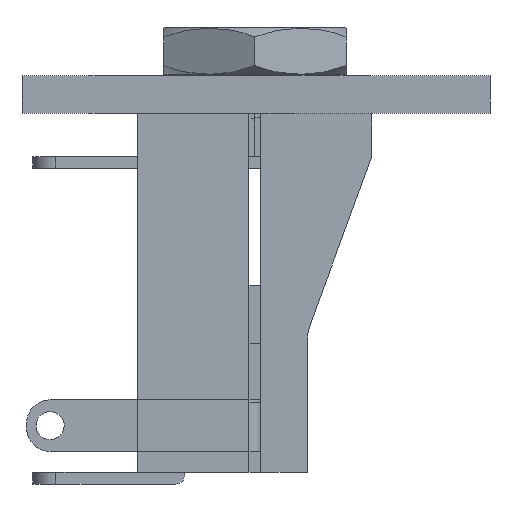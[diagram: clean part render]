
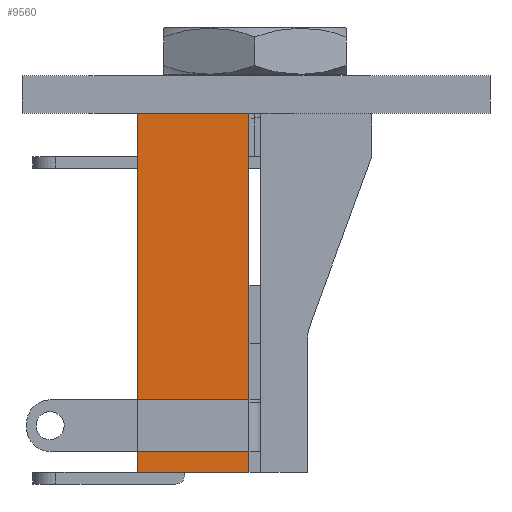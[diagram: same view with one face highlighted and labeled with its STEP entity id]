
A CAD part, front view. The second image highlights one B-rep face of the part: STEP entity #9560.
In plain terms, the highlighted free-form (B-spline) face has degree [1, 1] with [2, 2] control points.
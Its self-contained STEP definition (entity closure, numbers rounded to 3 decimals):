
#8287 = B_SPLINE_SURFACE_WITH_KNOTS('',1,1,(
    (#8288,#8289)
    ,(#8290,#8291
    )),.UNSPECIFIED.,.F.,.F.,.F.,(2,2),(2,2),(0.,2.5),(-0.5,0.),
  .PIECEWISE_BEZIER_KNOTS.);
#8288 = CARTESIAN_POINT('',(5.,12.5,5.25));
#8289 = CARTESIAN_POINT('',(5.,12.5,4.75));
#8290 = CARTESIAN_POINT('',(5.,10.,5.25));
#8291 = CARTESIAN_POINT('',(5.,10.,4.75));
#8777 = VERTEX_POINT('',#8778);
#8778 = CARTESIAN_POINT('',(5.,12.5,4.75));
#8798 = VERTEX_POINT('',#8799);
#8799 = CARTESIAN_POINT('',(5.,10.,4.75));
#8822 = EDGE_CURVE('',#8777,#8798,#8823,.T.);
#8823 = SURFACE_CURVE('',#8824,(#8827,#8833),.PCURVE_S1.);
#8824 = B_SPLINE_CURVE_WITH_KNOTS('',1,(#8825,#8826),.UNSPECIFIED.,.F.,
  .F.,(2,2),(0.,2.5),.PIECEWISE_BEZIER_KNOTS.);
#8825 = CARTESIAN_POINT('',(5.,12.5,4.75));
#8826 = CARTESIAN_POINT('',(5.,10.,4.75));
#8827 = PCURVE('',#8287,#8828);
#8828 = DEFINITIONAL_REPRESENTATION('',(#8829),#8832);
#8829 = B_SPLINE_CURVE_WITH_KNOTS('',1,(#8830,#8831),.UNSPECIFIED.,.F.,
  .F.,(2,2),(0.,2.5),.PIECEWISE_BEZIER_KNOTS.);
#8830 = CARTESIAN_POINT('',(0.,0.));
#8831 = CARTESIAN_POINT('',(2.5,0.));
#8832 = ( GEOMETRIC_REPRESENTATION_CONTEXT(2) 
PARAMETRIC_REPRESENTATION_CONTEXT() REPRESENTATION_CONTEXT('2D SPACE',''
  ) );
#8833 = PCURVE('',#8834,#8839);
#8834 = B_SPLINE_SURFACE_WITH_KNOTS('',1,1,(
    (#8835,#8836)
    ,(#8837,#8838
    )),.UNSPECIFIED.,.F.,.F.,.F.,(2,2),(2,2),(0.,15.5),(-4.75,0.),
  .PIECEWISE_BEZIER_KNOTS.);
#8835 = CARTESIAN_POINT('',(5.,15.5,4.75));
#8836 = CARTESIAN_POINT('',(5.,15.5,0.));
#8837 = CARTESIAN_POINT('',(5.,0.,4.75));
#8838 = CARTESIAN_POINT('',(5.,0.,0.));
#8839 = DEFINITIONAL_REPRESENTATION('',(#8840),#8843);
#8840 = B_SPLINE_CURVE_WITH_KNOTS('',1,(#8841,#8842),.UNSPECIFIED.,.F.,
  .F.,(2,2),(0.,2.5),.PIECEWISE_BEZIER_KNOTS.);
#8841 = CARTESIAN_POINT('',(3.,-4.75));
#8842 = CARTESIAN_POINT('',(5.5,-4.75));
#8843 = ( GEOMETRIC_REPRESENTATION_CONTEXT(2) 
PARAMETRIC_REPRESENTATION_CONTEXT() REPRESENTATION_CONTEXT('2D SPACE',''
  ) );
#9168 = B_SPLINE_SURFACE_WITH_KNOTS('',1,1,(
    (#9169,#9170)
    ,(#9171,#9172
    )),.UNSPECIFIED.,.F.,.F.,.F.,(2,2),(2,2),(-5.,-3.5),(4.75,7.75),
  .PIECEWISE_BEZIER_KNOTS.);
#9169 = CARTESIAN_POINT('',(5.,12.5,4.75));
#9170 = CARTESIAN_POINT('',(5.,15.5,4.75));
#9171 = CARTESIAN_POINT('',(3.5,12.5,4.75));
#9172 = CARTESIAN_POINT('',(3.5,15.5,4.75));
#9550 = B_SPLINE_SURFACE_WITH_KNOTS('',1,1,(
    (#9551,#9552)
    ,(#9553,#9554
    )),.UNSPECIFIED.,.F.,.F.,.F.,(2,2),(2,2),(-5.,-3.5),(-7.75,2.25),
  .PIECEWISE_BEZIER_KNOTS.);
#9551 = CARTESIAN_POINT('',(5.,0.,4.75));
#9552 = CARTESIAN_POINT('',(5.,10.,4.75));
#9553 = CARTESIAN_POINT('',(3.5,0.,4.75));
#9554 = CARTESIAN_POINT('',(3.5,10.,4.75));
#9560 = ADVANCED_FACE('',(#9561),#8834,.T.);
#9561 = FACE_BOUND('',#9562,.T.);
#9562 = EDGE_LOOP('',(#9563,#9590,#9608,#9609,#9629,#9654));
#9563 = ORIENTED_EDGE('',*,*,#9564,.T.);
#9564 = EDGE_CURVE('',#9565,#9567,#9569,.T.);
#9565 = VERTEX_POINT('',#9566);
#9566 = CARTESIAN_POINT('',(5.,15.5,0.));
#9567 = VERTEX_POINT('',#9568);
#9568 = CARTESIAN_POINT('',(5.,15.5,4.75));
#9569 = SURFACE_CURVE('',#9570,(#9573,#9579),.PCURVE_S1.);
#9570 = B_SPLINE_CURVE_WITH_KNOTS('',1,(#9571,#9572),.UNSPECIFIED.,.F.,
  .F.,(2,2),(0.,4.75),.PIECEWISE_BEZIER_KNOTS.);
#9571 = CARTESIAN_POINT('',(5.,15.5,0.));
#9572 = CARTESIAN_POINT('',(5.,15.5,4.75));
#9573 = PCURVE('',#8834,#9574);
#9574 = DEFINITIONAL_REPRESENTATION('',(#9575),#9578);
#9575 = B_SPLINE_CURVE_WITH_KNOTS('',1,(#9576,#9577),.UNSPECIFIED.,.F.,
  .F.,(2,2),(0.,4.75),.PIECEWISE_BEZIER_KNOTS.);
#9576 = CARTESIAN_POINT('',(0.,0.));
#9577 = CARTESIAN_POINT('',(0.,-4.75));
#9578 = ( GEOMETRIC_REPRESENTATION_CONTEXT(2) 
PARAMETRIC_REPRESENTATION_CONTEXT() REPRESENTATION_CONTEXT('2D SPACE',''
  ) );
#9579 = PCURVE('',#9580,#9585);
#9580 = B_SPLINE_SURFACE_WITH_KNOTS('',1,1,(
    (#9581,#9582)
    ,(#9583,#9584
    )),.UNSPECIFIED.,.F.,.F.,.F.,(2,2),(2,2),(0.,10.),(-4.75,0.),
  .PIECEWISE_BEZIER_KNOTS.);
#9581 = CARTESIAN_POINT('',(-5.,15.5,4.75));
#9582 = CARTESIAN_POINT('',(-5.,15.5,0.));
#9583 = CARTESIAN_POINT('',(5.,15.5,4.75));
#9584 = CARTESIAN_POINT('',(5.,15.5,0.));
#9585 = DEFINITIONAL_REPRESENTATION('',(#9586),#9589);
#9586 = B_SPLINE_CURVE_WITH_KNOTS('',1,(#9587,#9588),.UNSPECIFIED.,.F.,
  .F.,(2,2),(0.,4.75),.PIECEWISE_BEZIER_KNOTS.);
#9587 = CARTESIAN_POINT('',(10.,0.));
#9588 = CARTESIAN_POINT('',(10.,-4.75));
#9589 = ( GEOMETRIC_REPRESENTATION_CONTEXT(2) 
PARAMETRIC_REPRESENTATION_CONTEXT() REPRESENTATION_CONTEXT('2D SPACE',''
  ) );
#9590 = ORIENTED_EDGE('',*,*,#9591,.T.);
#9591 = EDGE_CURVE('',#9567,#8777,#9592,.T.);
#9592 = SURFACE_CURVE('',#9593,(#9596,#9602),.PCURVE_S1.);
#9593 = B_SPLINE_CURVE_WITH_KNOTS('',1,(#9594,#9595),.UNSPECIFIED.,.F.,
  .F.,(2,2),(0.,3.),.PIECEWISE_BEZIER_KNOTS.);
#9594 = CARTESIAN_POINT('',(5.,15.5,4.75));
#9595 = CARTESIAN_POINT('',(5.,12.5,4.75));
#9596 = PCURVE('',#8834,#9597);
#9597 = DEFINITIONAL_REPRESENTATION('',(#9598),#9601);
#9598 = B_SPLINE_CURVE_WITH_KNOTS('',1,(#9599,#9600),.UNSPECIFIED.,.F.,
  .F.,(2,2),(0.,3.),.PIECEWISE_BEZIER_KNOTS.);
#9599 = CARTESIAN_POINT('',(0.,-4.75));
#9600 = CARTESIAN_POINT('',(3.,-4.75));
#9601 = ( GEOMETRIC_REPRESENTATION_CONTEXT(2) 
PARAMETRIC_REPRESENTATION_CONTEXT() REPRESENTATION_CONTEXT('2D SPACE',''
  ) );
#9602 = PCURVE('',#9168,#9603);
#9603 = DEFINITIONAL_REPRESENTATION('',(#9604),#9607);
#9604 = B_SPLINE_CURVE_WITH_KNOTS('',1,(#9605,#9606),.UNSPECIFIED.,.F.,
  .F.,(2,2),(0.,3.),.PIECEWISE_BEZIER_KNOTS.);
#9605 = CARTESIAN_POINT('',(-5.,7.75));
#9606 = CARTESIAN_POINT('',(-5.,4.75));
#9607 = ( GEOMETRIC_REPRESENTATION_CONTEXT(2) 
PARAMETRIC_REPRESENTATION_CONTEXT() REPRESENTATION_CONTEXT('2D SPACE',''
  ) );
#9608 = ORIENTED_EDGE('',*,*,#8822,.T.);
#9609 = ORIENTED_EDGE('',*,*,#9610,.T.);
#9610 = EDGE_CURVE('',#8798,#9611,#9613,.T.);
#9611 = VERTEX_POINT('',#9612);
#9612 = CARTESIAN_POINT('',(5.,0.,4.75));
#9613 = SURFACE_CURVE('',#9614,(#9617,#9623),.PCURVE_S1.);
#9614 = B_SPLINE_CURVE_WITH_KNOTS('',1,(#9615,#9616),.UNSPECIFIED.,.F.,
  .F.,(2,2),(5.5,15.5),.PIECEWISE_BEZIER_KNOTS.);
#9615 = CARTESIAN_POINT('',(5.,10.,4.75));
#9616 = CARTESIAN_POINT('',(5.,0.,4.75));
#9617 = PCURVE('',#8834,#9618);
#9618 = DEFINITIONAL_REPRESENTATION('',(#9619),#9622);
#9619 = B_SPLINE_CURVE_WITH_KNOTS('',1,(#9620,#9621),.UNSPECIFIED.,.F.,
  .F.,(2,2),(5.5,15.5),.PIECEWISE_BEZIER_KNOTS.);
#9620 = CARTESIAN_POINT('',(5.5,-4.75));
#9621 = CARTESIAN_POINT('',(15.5,-4.75));
#9622 = ( GEOMETRIC_REPRESENTATION_CONTEXT(2) 
PARAMETRIC_REPRESENTATION_CONTEXT() REPRESENTATION_CONTEXT('2D SPACE',''
  ) );
#9623 = PCURVE('',#9550,#9624);
#9624 = DEFINITIONAL_REPRESENTATION('',(#9625),#9628);
#9625 = B_SPLINE_CURVE_WITH_KNOTS('',1,(#9626,#9627),.UNSPECIFIED.,.F.,
  .F.,(2,2),(5.5,15.5),.PIECEWISE_BEZIER_KNOTS.);
#9626 = CARTESIAN_POINT('',(-5.,2.25));
#9627 = CARTESIAN_POINT('',(-5.,-7.75));
#9628 = ( GEOMETRIC_REPRESENTATION_CONTEXT(2) 
PARAMETRIC_REPRESENTATION_CONTEXT() REPRESENTATION_CONTEXT('2D SPACE',''
  ) );
#9629 = ORIENTED_EDGE('',*,*,#9630,.F.);
#9630 = EDGE_CURVE('',#9631,#9611,#9633,.T.);
#9631 = VERTEX_POINT('',#9632);
#9632 = CARTESIAN_POINT('',(5.,0.,0.));
#9633 = SURFACE_CURVE('',#9634,(#9637,#9643),.PCURVE_S1.);
#9634 = B_SPLINE_CURVE_WITH_KNOTS('',1,(#9635,#9636),.UNSPECIFIED.,.F.,
  .F.,(2,2),(0.,4.75),.PIECEWISE_BEZIER_KNOTS.);
#9635 = CARTESIAN_POINT('',(5.,0.,0.));
#9636 = CARTESIAN_POINT('',(5.,0.,4.75));
#9637 = PCURVE('',#8834,#9638);
#9638 = DEFINITIONAL_REPRESENTATION('',(#9639),#9642);
#9639 = B_SPLINE_CURVE_WITH_KNOTS('',1,(#9640,#9641),.UNSPECIFIED.,.F.,
  .F.,(2,2),(0.,4.75),.PIECEWISE_BEZIER_KNOTS.);
#9640 = CARTESIAN_POINT('',(15.5,0.));
#9641 = CARTESIAN_POINT('',(15.5,-4.75));
#9642 = ( GEOMETRIC_REPRESENTATION_CONTEXT(2) 
PARAMETRIC_REPRESENTATION_CONTEXT() REPRESENTATION_CONTEXT('2D SPACE',''
  ) );
#9643 = PCURVE('',#9644,#9649);
#9644 = B_SPLINE_SURFACE_WITH_KNOTS('',1,1,(
    (#9645,#9646)
    ,(#9647,#9648
    )),.UNSPECIFIED.,.F.,.F.,.F.,(2,2),(2,2),(0.,5.),(-4.75,
    0.),.PIECEWISE_BEZIER_KNOTS.);
#9645 = CARTESIAN_POINT('',(5.,0.,4.75));
#9646 = CARTESIAN_POINT('',(5.,0.,0.));
#9647 = CARTESIAN_POINT('',(0.,0.,4.75));
#9648 = CARTESIAN_POINT('',(0.,0.,0.));
#9649 = DEFINITIONAL_REPRESENTATION('',(#9650),#9653);
#9650 = B_SPLINE_CURVE_WITH_KNOTS('',1,(#9651,#9652),.UNSPECIFIED.,.F.,
  .F.,(2,2),(0.,4.75),.PIECEWISE_BEZIER_KNOTS.);
#9651 = CARTESIAN_POINT('',(0.,0.));
#9652 = CARTESIAN_POINT('',(0.,-4.75));
#9653 = ( GEOMETRIC_REPRESENTATION_CONTEXT(2) 
PARAMETRIC_REPRESENTATION_CONTEXT() REPRESENTATION_CONTEXT('2D SPACE',''
  ) );
#9654 = ORIENTED_EDGE('',*,*,#9655,.F.);
#9655 = EDGE_CURVE('',#9565,#9631,#9656,.T.);
#9656 = SURFACE_CURVE('',#9657,(#9660,#9666),.PCURVE_S1.);
#9657 = B_SPLINE_CURVE_WITH_KNOTS('',1,(#9658,#9659),.UNSPECIFIED.,.F.,
  .F.,(2,2),(0.,15.5),.PIECEWISE_BEZIER_KNOTS.);
#9658 = CARTESIAN_POINT('',(5.,15.5,0.));
#9659 = CARTESIAN_POINT('',(5.,0.,0.));
#9660 = PCURVE('',#8834,#9661);
#9661 = DEFINITIONAL_REPRESENTATION('',(#9662),#9665);
#9662 = B_SPLINE_CURVE_WITH_KNOTS('',1,(#9663,#9664),.UNSPECIFIED.,.F.,
  .F.,(2,2),(0.,15.5),.PIECEWISE_BEZIER_KNOTS.);
#9663 = CARTESIAN_POINT('',(0.,0.));
#9664 = CARTESIAN_POINT('',(15.5,0.));
#9665 = ( GEOMETRIC_REPRESENTATION_CONTEXT(2) 
PARAMETRIC_REPRESENTATION_CONTEXT() REPRESENTATION_CONTEXT('2D SPACE',''
  ) );
#9666 = PCURVE('',#9667,#9672);
#9667 = B_SPLINE_SURFACE_WITH_KNOTS('',1,1,(
    (#9668,#9669)
    ,(#9670,#9671
    )),.UNSPECIFIED.,.F.,.F.,.F.,(2,2),(2,2),(-5.,5.),(-7.75,7.75),
  .PIECEWISE_BEZIER_KNOTS.);
#9668 = CARTESIAN_POINT('',(5.,0.,0.));
#9669 = CARTESIAN_POINT('',(5.,15.5,0.));
#9670 = CARTESIAN_POINT('',(-5.,0.,0.));
#9671 = CARTESIAN_POINT('',(-5.,15.5,0.));
#9672 = DEFINITIONAL_REPRESENTATION('',(#9673),#9676);
#9673 = B_SPLINE_CURVE_WITH_KNOTS('',1,(#9674,#9675),.UNSPECIFIED.,.F.,
  .F.,(2,2),(0.,15.5),.PIECEWISE_BEZIER_KNOTS.);
#9674 = CARTESIAN_POINT('',(-5.,7.75));
#9675 = CARTESIAN_POINT('',(-5.,-7.75));
#9676 = ( GEOMETRIC_REPRESENTATION_CONTEXT(2) 
PARAMETRIC_REPRESENTATION_CONTEXT() REPRESENTATION_CONTEXT('2D SPACE',''
  ) );
